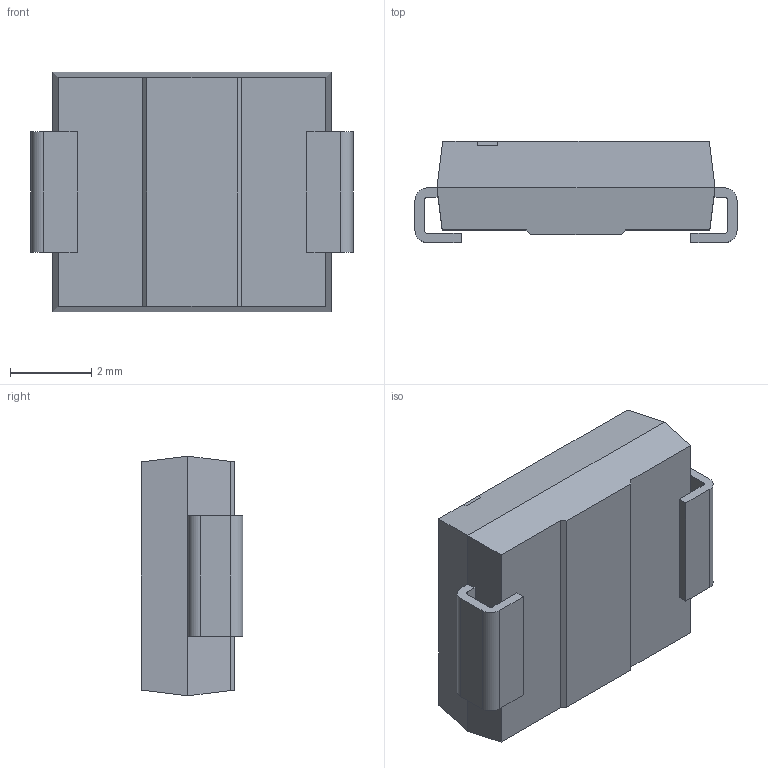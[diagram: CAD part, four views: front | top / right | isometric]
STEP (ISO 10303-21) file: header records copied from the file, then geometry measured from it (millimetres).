
FILE_DESCRIPTION (( 'STEP AP214' ), '1' );
FILE_NAME ('SMCJ100A-13-F.STEP', '2025-08-16T04:14:08', ( '' ), ( '' ), 'SwSTEP 2.0', 'SolidWorks 2021', '' );
FILE_SCHEMA (( 'AUTOMOTIVE_DESIGN' ));
Length unit declared in the file: millimetre
Products named in the file (1): SMCJ100A-13-F
Bounding box: 7.94 x 2.5 x 5.91 mm (x, y, z)
Volume: 89.7 mm3; surface area: 171.9 mm2
Topology: 4 solids, 4 shells, 52 faces, 128 edges, 84 vertices
Faces by surface type: plane 44, cylinder 8
Entity records: 1577 total; most frequent: CARTESIAN_POINT 265, ORIENTED_EDGE 256, DIRECTION 250, EDGE_CURVE 128, VECTOR 112, LINE 112, VERTEX_POINT 84, AXIS2_PLACEMENT_3D 69
